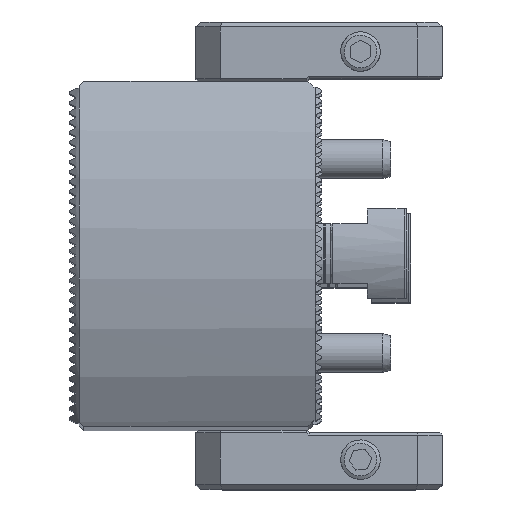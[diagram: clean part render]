
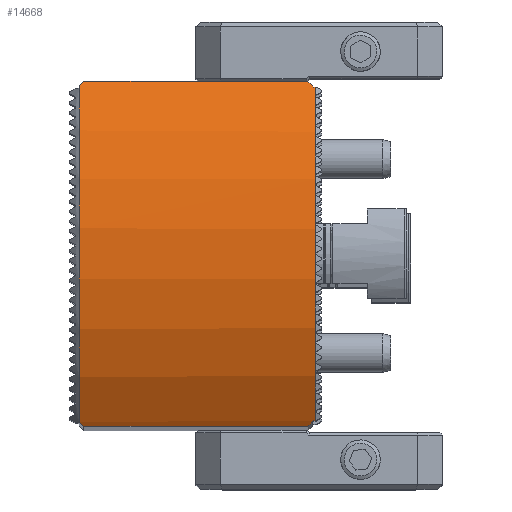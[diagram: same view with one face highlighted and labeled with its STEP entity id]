
A CAD part, top view. The second image highlights one B-rep face of the part: STEP entity #14668.
In plain terms, the highlighted cylindrical face has radius 65 mm (diameter 130 mm), a partial arc.
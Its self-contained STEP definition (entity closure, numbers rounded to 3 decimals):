
#768 = VERTEX_POINT ( 'NONE', #27503 ) ;
#967 = CARTESIAN_POINT ( 'NONE',  ( -23.577, -34.123, 255.323 ) ) ;
#1342 = CARTESIAN_POINT ( 'NONE',  ( 22.7, 35., 254.772 ) ) ;
#2310 = CARTESIAN_POINT ( 'NONE',  ( 25.9, 35., 254.772 ) ) ;
#2404 = DIRECTION ( 'NONE',  ( -1., 0., 0. ) ) ;
#2469 = EDGE_CURVE ( 'NONE', #26734, #43121, #13165, .T. ) ;
#3980 = AXIS2_PLACEMENT_3D ( 'NONE', #22198, #33445, #11254 ) ;
#4974 = CARTESIAN_POINT ( 'NONE',  ( 24.2, -33.8, 255.521 ) ) ;
#5415 = CARTESIAN_POINT ( 'NONE',  ( -23.283, -34.417, 255.142 ) ) ;
#5605 = LINE ( 'NONE', #2310, #17916 ) ;
#6982 = CARTESIAN_POINT ( 'NONE',  ( 23.9, 33.8, 255.521 ) ) ;
#6993 = CARTESIAN_POINT ( 'NONE',  ( 23.9, -33.8, 255.521 ) ) ;
#7477 = ORIENTED_EDGE ( 'NONE', *, *, #23711, .T. ) ;
#7505 = DIRECTION ( 'NONE',  ( -1., 0., 0. ) ) ;
#7583 = DIRECTION ( 'NONE',  ( 1., 0., 0. ) ) ;
#8325 = CARTESIAN_POINT ( 'NONE',  ( -23.577, -34.123, 255.323 ) ) ;
#8809 = ORIENTED_EDGE ( 'NONE', *, *, #35223, .F. ) ;
#9218 = ORIENTED_EDGE ( 'NONE', *, *, #21363, .F. ) ;
#9490 = CYLINDRICAL_SURFACE ( 'NONE', #3980, 65. ) ;
#9605 = CARTESIAN_POINT ( 'NONE',  ( -23.577, 34.123, 255.323 ) ) ;
#9738 = CARTESIAN_POINT ( 'NONE',  ( 23.497, -34.203, 255.276 ) ) ;
#10266 = VECTOR ( 'NONE', #7583, 1000. ) ;
#11079 = CARTESIAN_POINT ( 'NONE',  ( 25.9, -35., 254.772 ) ) ;
#11254 = DIRECTION ( 'NONE',  ( 0., 0., 1. ) ) ;
#12094 = CARTESIAN_POINT ( 'NONE',  ( -23.577, 34.123, 255.323 ) ) ;
#12967 = CARTESIAN_POINT ( 'NONE',  ( 23.9, -33.8, 255.521 ) ) ;
#13165 =( BOUNDED_CURVE ( )  B_SPLINE_CURVE ( 3, ( #39056, #42653, #5415, #967 ),
 .UNSPECIFIED., .F., .F. ) 
 B_SPLINE_CURVE_WITH_KNOTS ( ( 4, 4 ),
 ( 4.144, 4.16 ),
 .UNSPECIFIED. ) 
 CURVE ( )  GEOMETRIC_REPRESENTATION_ITEM ( )  RATIONAL_B_SPLINE_CURVE ( ( 1., 1., 1., 1. ) ) 
 REPRESENTATION_ITEM ( '' )  );
#13478 = CARTESIAN_POINT ( 'NONE',  ( -23.283, 34.417, 255.142 ) ) ;
#13650 = ORIENTED_EDGE ( 'NONE', *, *, #42265, .T. ) ;
#13712 = DIRECTION ( 'NONE',  ( 0., 0., 1. ) ) ;
#13992 = CARTESIAN_POINT ( 'NONE',  ( -22.7, -35., 254.772 ) ) ;
#14668 = ADVANCED_FACE ( 'NONE', ( #28696 ), #9490, .T. ) ;
#14684 = EDGE_CURVE ( 'NONE', #34105, #768, #38650, .T. ) ;
#15242 = VECTOR ( 'NONE', #33723, 1000. ) ;
#16008 = EDGE_CURVE ( 'NONE', #43121, #45001, #35079, .T. ) ;
#16187 = ORIENTED_EDGE ( 'NONE', *, *, #14684, .T. ) ;
#16241 = ORIENTED_EDGE ( 'NONE', *, *, #39317, .T. ) ;
#16903 = DIRECTION ( 'NONE',  ( -1., 0., 0. ) ) ;
#17579 = LINE ( 'NONE', #11079, #15242 ) ;
#17897 = ORIENTED_EDGE ( 'NONE', *, *, #16008, .F. ) ;
#17916 = VECTOR ( 'NONE', #16903, 1000. ) ;
#18766 = DIRECTION ( 'NONE',  ( 0., 0., -1. ) ) ;
#20369 = CARTESIAN_POINT ( 'NONE',  ( 25.9, -33.8, 255.521 ) ) ;
#20548 = VERTEX_POINT ( 'NONE', #29745 ) ;
#20622 = CARTESIAN_POINT ( 'NONE',  ( 22.7, 35., 254.772 ) ) ;
#21363 = EDGE_CURVE ( 'NONE', #35401, #43222, #30527, .T. ) ;
#22198 = CARTESIAN_POINT ( 'NONE',  ( 25.9, 0., 200. ) ) ;
#23711 = EDGE_CURVE ( 'NONE', #35401, #35098, #5605, .T. ) ;
#23899 = CARTESIAN_POINT ( 'NONE',  ( 22.7, -35., 254.772 ) ) ;
#23911 = ORIENTED_EDGE ( 'NONE', *, *, #35721, .F. ) ;
#26106 = ORIENTED_EDGE ( 'NONE', *, *, #2469, .F. ) ;
#26734 = VERTEX_POINT ( 'NONE', #13992 ) ;
#27412 = VECTOR ( 'NONE', #38645, 1000. ) ;
#27503 = CARTESIAN_POINT ( 'NONE',  ( 24.2, 33.8, 255.521 ) ) ;
#28335 =( BOUNDED_CURVE ( )  B_SPLINE_CURVE ( 3, ( #23899, #43042, #9738, #12967 ),
 .UNSPECIFIED., .F., .T. ) 
 B_SPLINE_CURVE_WITH_KNOTS ( ( 4, 4 ),
 ( 1.002, 1.024 ),
 .UNSPECIFIED. ) 
 CURVE ( )  GEOMETRIC_REPRESENTATION_ITEM ( )  RATIONAL_B_SPLINE_CURVE ( ( 1., 1., 1., 1. ) ) 
 REPRESENTATION_ITEM ( '' )  );
#28696 = FACE_OUTER_BOUND ( 'NONE', #42006, .T. ) ;
#28815 = AXIS2_PLACEMENT_3D ( 'NONE', #47240, #2404, #13712 ) ;
#28977 = CARTESIAN_POINT ( 'NONE',  ( -22.991, 34.709, 254.958 ) ) ;
#29236 = LINE ( 'NONE', #20369, #27412 ) ;
#29476 = LINE ( 'NONE', #40410, #10266 ) ;
#29745 = CARTESIAN_POINT ( 'NONE',  ( 22.7, -35., 254.772 ) ) ;
#29838 = CARTESIAN_POINT ( 'NONE',  ( 24.2, 0., 200. ) ) ;
#30519 = VERTEX_POINT ( 'NONE', #6993 ) ;
#30527 =( BOUNDED_CURVE ( )  B_SPLINE_CURVE ( 3, ( #20622, #39536, #35931, #39052 ),
 .UNSPECIFIED., .F., .T. ) 
 B_SPLINE_CURVE_WITH_KNOTS ( ( 4, 4 ),
 ( 1.002, 1.024 ),
 .UNSPECIFIED. ) 
 CURVE ( )  GEOMETRIC_REPRESENTATION_ITEM ( )  RATIONAL_B_SPLINE_CURVE ( ( 1., 1., 1., 1. ) ) 
 REPRESENTATION_ITEM ( '' )  );
#33445 = DIRECTION ( 'NONE',  ( -1., 0., 0. ) ) ;
#33723 = DIRECTION ( 'NONE',  ( -1., 0., 0. ) ) ;
#34105 = VERTEX_POINT ( 'NONE', #4974 ) ;
#35079 = CIRCLE ( 'NONE', #28815, 65. ) ;
#35098 = VERTEX_POINT ( 'NONE', #43404 ) ;
#35223 = EDGE_CURVE ( 'NONE', #20548, #26734, #17579, .T. ) ;
#35401 = VERTEX_POINT ( 'NONE', #1342 ) ;
#35721 = EDGE_CURVE ( 'NONE', #43222, #768, #29476, .T. ) ;
#35931 = CARTESIAN_POINT ( 'NONE',  ( 23.497, 34.203, 255.276 ) ) ;
#37515 = ORIENTED_EDGE ( 'NONE', *, *, #39528, .T. ) ;
#38281 =( BOUNDED_CURVE ( )  B_SPLINE_CURVE ( 3, ( #47657, #28977, #13478, #9605 ),
 .UNSPECIFIED., .F., .T. ) 
 B_SPLINE_CURVE_WITH_KNOTS ( ( 4, 4 ),
 ( 4.144, 4.16 ),
 .UNSPECIFIED. ) 
 CURVE ( )  GEOMETRIC_REPRESENTATION_ITEM ( )  RATIONAL_B_SPLINE_CURVE ( ( 1., 1., 1., 1. ) ) 
 REPRESENTATION_ITEM ( '' )  );
#38645 = DIRECTION ( 'NONE',  ( 1., 0., 0. ) ) ;
#38650 = CIRCLE ( 'NONE', #44983, 65. ) ;
#39052 = CARTESIAN_POINT ( 'NONE',  ( 23.9, 33.8, 255.521 ) ) ;
#39056 = CARTESIAN_POINT ( 'NONE',  ( -22.7, -35., 254.772 ) ) ;
#39317 = EDGE_CURVE ( 'NONE', #30519, #34105, #29236, .T. ) ;
#39528 = EDGE_CURVE ( 'NONE', #35098, #45001, #38281, .T. ) ;
#39536 = CARTESIAN_POINT ( 'NONE',  ( 23.097, 34.603, 255.026 ) ) ;
#40410 = CARTESIAN_POINT ( 'NONE',  ( 25.9, 33.8, 255.521 ) ) ;
#42006 = EDGE_LOOP ( 'NONE', ( #37515, #17897, #26106, #8809, #13650, #16241, #16187, #23911, #9218, #7477 ) ) ;
#42265 = EDGE_CURVE ( 'NONE', #20548, #30519, #28335, .T. ) ;
#42653 = CARTESIAN_POINT ( 'NONE',  ( -22.991, -34.709, 254.958 ) ) ;
#43042 = CARTESIAN_POINT ( 'NONE',  ( 23.097, -34.603, 255.026 ) ) ;
#43121 = VERTEX_POINT ( 'NONE', #8325 ) ;
#43222 = VERTEX_POINT ( 'NONE', #6982 ) ;
#43404 = CARTESIAN_POINT ( 'NONE',  ( -22.7, 35., 254.772 ) ) ;
#44983 = AXIS2_PLACEMENT_3D ( 'NONE', #29838, #7505, #18766 ) ;
#45001 = VERTEX_POINT ( 'NONE', #12094 ) ;
#47240 = CARTESIAN_POINT ( 'NONE',  ( -23.577, 0., 200. ) ) ;
#47657 = CARTESIAN_POINT ( 'NONE',  ( -22.7, 35., 254.772 ) ) ;
